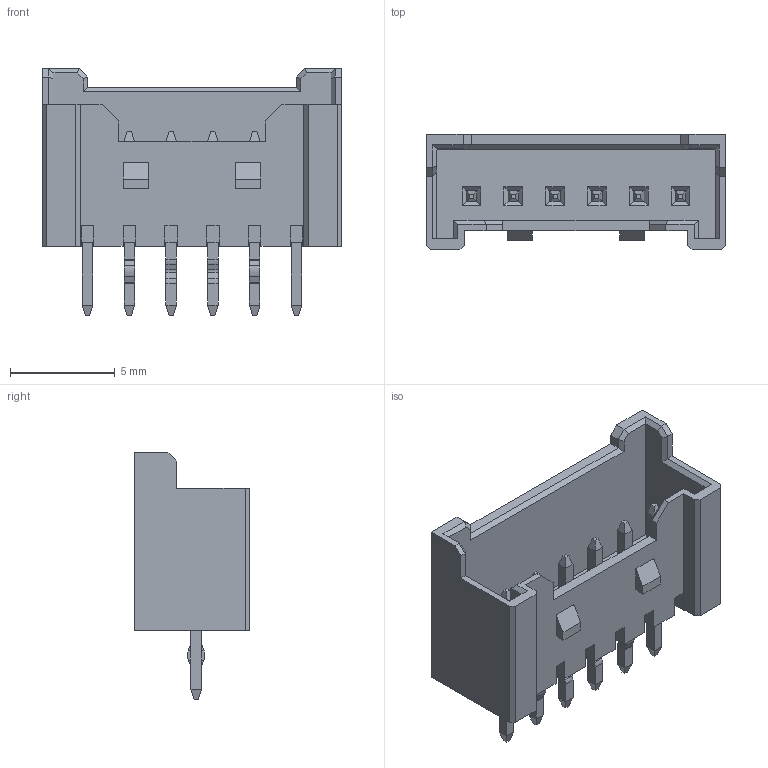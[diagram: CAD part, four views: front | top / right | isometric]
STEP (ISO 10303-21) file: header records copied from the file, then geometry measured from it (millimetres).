
FILE_DESCRIPTION(/* description */ (''),/* implementation_level */ '2;1');
FILE_NAME(/* name */ '35362-0650.step',/* time_stamp */ '2024-08-14T22:46:46-04:00',/* author */ (''),/* organization */ (''),/* preprocessor_version */ 'ST-DEVELOPER v20',/* originating_system */ 'Autodesk Translation Framework v12.20.1.177',/* authorisation */ '');
FILE_SCHEMA (('AUTOMOTIVE_DESIGN { 1 0 10303 214 3 1 1 }'));
Length unit declared in the file: millimetre
Products named in the file (1): (Unsaved)
Bounding box: 14.3 x 5.5 x 11.8 mm (x, y, z)
Volume: 237.4 mm3; surface area: 779.8 mm2
Topology: 7 solids, 7 shells, 365 faces, 861 edges, 512 vertices
Faces by surface type: plane 341, cylinder 24
Entity records: 10120 total; most frequent: CARTESIAN_POINT 1739, ORIENTED_EDGE 1722, DIRECTION 1641, EDGE_CURVE 861, LINE 813, VECTOR 813, VERTEX_POINT 512, AXIS2_PLACEMENT_3D 414
